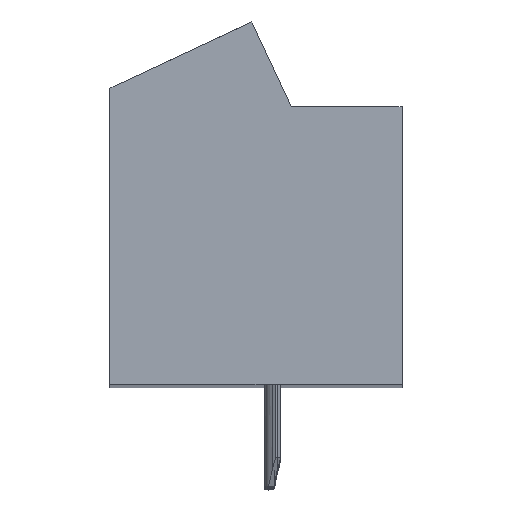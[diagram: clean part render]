
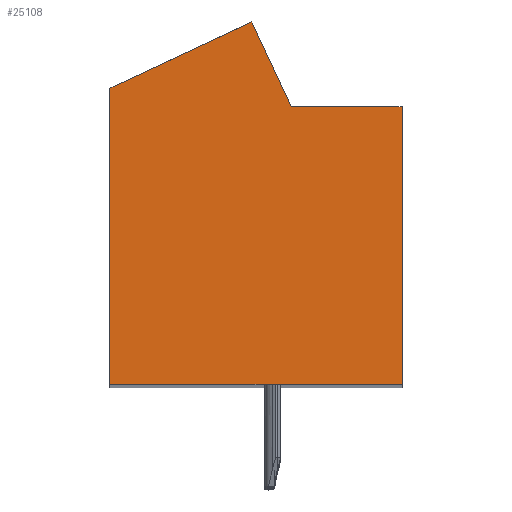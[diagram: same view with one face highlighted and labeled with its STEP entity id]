
A CAD part, top view. The second image highlights one B-rep face of the part: STEP entity #25108.
In plain terms, the highlighted planar face has unit normal (0, 0, 1).
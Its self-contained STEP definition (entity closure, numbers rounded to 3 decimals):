
#8839=DIRECTION('',(-1.,0.,0.));
#8840=VECTOR('',#8839,3.79);
#8841=CARTESIAN_POINT('',(5.002,3.3,71.75));
#8842=LINE('',#8841,#8840);
#8843=DIRECTION('',(0.,1.,0.));
#8844=VECTOR('',#8843,9.5);
#8845=CARTESIAN_POINT('',(5.002,-6.2,71.75));
#8846=LINE('',#8845,#8844);
#8847=DIRECTION('',(1.,0.,0.));
#8848=VECTOR('',#8847,10.);
#8849=CARTESIAN_POINT('',(-4.998,-6.2,71.75));
#8850=LINE('',#8849,#8848);
#8851=DIRECTION('',(0.,-1.,0.));
#8852=VECTOR('',#8851,10.135);
#8853=CARTESIAN_POINT('',(-4.998,3.935,71.75));
#8854=LINE('',#8853,#8852);
#8855=DIRECTION('',(-0.906,-0.423,0.));
#8856=VECTOR('',#8855,5.36);
#8857=CARTESIAN_POINT('',(-0.14,6.2,71.75));
#8858=LINE('',#8857,#8856);
#8859=DIRECTION('',(-0.423,0.906,0.));
#8860=VECTOR('',#8859,3.2);
#8861=CARTESIAN_POINT('',(1.212,3.3,71.75));
#8862=LINE('',#8861,#8860);
#10870=CARTESIAN_POINT('',(5.002,3.3,71.75));
#10871=CARTESIAN_POINT('',(1.212,3.3,71.75));
#10872=VERTEX_POINT('',#10870);
#10873=VERTEX_POINT('',#10871);
#10874=CARTESIAN_POINT('',(-0.14,6.2,71.75));
#10875=VERTEX_POINT('',#10874);
#10876=CARTESIAN_POINT('',(-4.998,3.935,71.75));
#10877=VERTEX_POINT('',#10876);
#10878=CARTESIAN_POINT('',(-4.998,-6.2,71.75));
#10879=VERTEX_POINT('',#10878);
#10880=CARTESIAN_POINT('',(5.002,-6.2,71.75));
#10881=VERTEX_POINT('',#10880);
#25095=CARTESIAN_POINT('',(0.,0.,71.75));
#25096=DIRECTION('',(0.,0.,1.));
#25097=DIRECTION('',(1.,0.,0.));
#25098=AXIS2_PLACEMENT_3D('',#25095,#25096,#25097);
#25099=PLANE('',#25098);
#25100=ORIENTED_EDGE('',*,*,#13889,.F.);
#25101=ORIENTED_EDGE('',*,*,#13904,.F.);
#25102=ORIENTED_EDGE('',*,*,#13918,.F.);
#25103=ORIENTED_EDGE('',*,*,#14313,.F.);
#25104=ORIENTED_EDGE('',*,*,#15134,.F.);
#25105=ORIENTED_EDGE('',*,*,#25089,.F.);
#25106=EDGE_LOOP('',(#25100,#25101,#25102,#25103,#25104,#25105));
#25107=FACE_OUTER_BOUND('',#25106,.F.);
#13889=EDGE_CURVE('',#10872,#10873,#8842,.T.);
#13904=EDGE_CURVE('',#10881,#10872,#8846,.T.);
#13918=EDGE_CURVE('',#10879,#10881,#8850,.T.);
#14313=EDGE_CURVE('',#10877,#10879,#8854,.T.);
#15134=EDGE_CURVE('',#10875,#10877,#8858,.T.);
#25089=EDGE_CURVE('',#10873,#10875,#8862,.T.);
#25108=ADVANCED_FACE('',(#25107),#25099,.T.);
